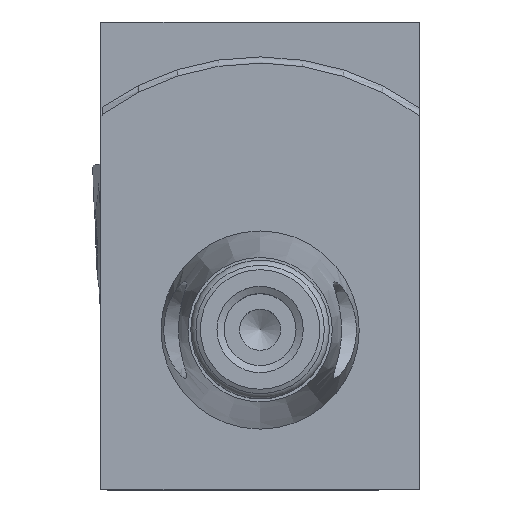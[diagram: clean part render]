
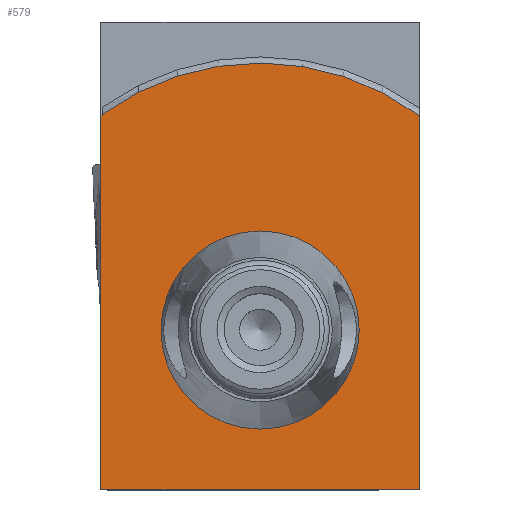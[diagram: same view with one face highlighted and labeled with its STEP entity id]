
A CAD part, top view. The second image highlights one B-rep face of the part: STEP entity #579.
In plain terms, the highlighted planar face has unit normal (0, 0, 1).
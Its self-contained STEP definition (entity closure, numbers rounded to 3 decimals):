
#164=LINE('',#2741,#299);
#165=LINE('',#2744,#300);
#166=LINE('',#2748,#301);
#167=LINE('',#2750,#302);
#168=LINE('',#2752,#303);
#299=VECTOR('',#2120,1.);
#300=VECTOR('',#2121,1.);
#301=VECTOR('',#2124,1.);
#302=VECTOR('',#2125,1.);
#303=VECTOR('',#2126,1.);
#448=PLANE('',#1936);
#579=ADVANCED_FACE('',(#746,#747),#448,.F.);
#746=FACE_BOUND('',#819,.T.);
#747=FACE_BOUND('',#820,.T.);
#819=EDGE_LOOP('',(#961,#962,#963,#964,#965,#966));
#820=EDGE_LOOP('',(#967));
#961=ORIENTED_EDGE('',*,*,#1594,.T.);
#962=ORIENTED_EDGE('',*,*,#1595,.F.);
#963=ORIENTED_EDGE('',*,*,#1596,.T.);
#964=ORIENTED_EDGE('',*,*,#1597,.F.);
#965=ORIENTED_EDGE('',*,*,#1598,.T.);
#966=ORIENTED_EDGE('',*,*,#1599,.T.);
#967=ORIENTED_EDGE('',*,*,#1600,.T.);
#1427=VERTEX_POINT('',#2742);
#1428=VERTEX_POINT('',#2743);
#1429=VERTEX_POINT('',#2745);
#1430=VERTEX_POINT('',#2747);
#1431=VERTEX_POINT('',#2749);
#1432=VERTEX_POINT('',#2751);
#1433=VERTEX_POINT('',#2754);
#1594=EDGE_CURVE('',#1427,#1428,#164,.T.);
#1595=EDGE_CURVE('',#1429,#1428,#165,.T.);
#1596=EDGE_CURVE('',#1429,#1430,#1826,.T.);
#1597=EDGE_CURVE('',#1431,#1430,#166,.T.);
#1598=EDGE_CURVE('',#1431,#1432,#167,.T.);
#1599=EDGE_CURVE('',#1432,#1427,#168,.T.);
#1600=EDGE_CURVE('',#1433,#1433,#1827,.T.);
#1826=CIRCLE('',#1934,13.);
#1827=CIRCLE('',#1935,4.69);
#1934=AXIS2_PLACEMENT_3D('',#2746,#2122,#2123);
#1935=AXIS2_PLACEMENT_3D('',#2753,#2127,#2128);
#1936=AXIS2_PLACEMENT_3D('',#2755,#2129,#2130);
#2120=DIRECTION('',(1.,0.,0.));
#2121=DIRECTION('',(0.,-1.,0.));
#2122=DIRECTION('',(0.,0.,1.));
#2123=DIRECTION('',(0.,-1.,0.));
#2124=DIRECTION('',(-0.035,0.999,0.));
#2125=DIRECTION('',(-1.,0.,0.));
#2126=DIRECTION('',(0.,-1.,0.));
#2127=DIRECTION('',(0.,0.,-1.));
#2128=DIRECTION('',(0.,-1.,0.));
#2129=DIRECTION('',(0.,0.,-1.));
#2130=DIRECTION('',(0.,-1.,0.));
#2741=CARTESIAN_POINT('',(18.,-7.75,0.));
#2742=CARTESIAN_POINT('',(-7.75,-7.75,0.));
#2743=CARTESIAN_POINT('',(7.75,-7.75,0.));
#2744=CARTESIAN_POINT('',(7.75,20.,0.));
#2745=CARTESIAN_POINT('',(7.75,10.437,0.));
#2746=CARTESIAN_POINT('',(0.,0.,0.));
#2747=CARTESIAN_POINT('',(-7.664,10.5,0.));
#2748=CARTESIAN_POINT('',(-7.267,-0.883,0.));
#2749=CARTESIAN_POINT('',(-7.662,10.437,0.));
#2750=CARTESIAN_POINT('',(-7.706,10.437,0.));
#2751=CARTESIAN_POINT('',(-7.75,10.437,0.));
#2752=CARTESIAN_POINT('',(-7.75,20.,0.));
#2753=CARTESIAN_POINT('',(0.,0.,0.));
#2754=CARTESIAN_POINT('',(0.,-4.69,0.));
#2755=CARTESIAN_POINT('',(18.,0.,0.));
